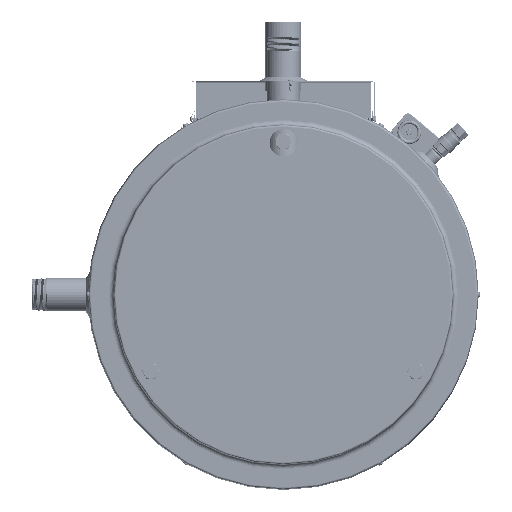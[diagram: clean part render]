
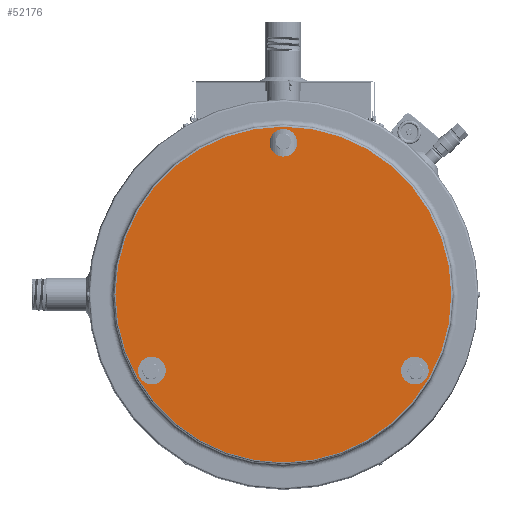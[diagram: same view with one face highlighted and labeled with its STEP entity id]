
A CAD part, front view. The second image highlights one B-rep face of the part: STEP entity #52176.
In plain terms, the highlighted planar face has unit normal (0, -1, 0).
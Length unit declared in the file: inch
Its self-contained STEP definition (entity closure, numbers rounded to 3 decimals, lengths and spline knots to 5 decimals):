
#6126 = AXIS2_PLACEMENT_3D ( 'NONE', #45838, #104024, #17148 ) ;
#12423 = CARTESIAN_POINT ( 'NONE',  ( -9.52628, 1.7051, -5.5 ) ) ;
#17148 = DIRECTION ( 'NONE',  ( 0., 0., 1. ) ) ;
#20255 = EDGE_CURVE ( 'NONE', #45752, #45752, #72567, .T. ) ;
#22110 = DIRECTION ( 'NONE',  ( 0., 0., 1. ) ) ;
#23804 = DIRECTION ( 'NONE',  ( 0., 0., 1. ) ) ;
#25165 = CARTESIAN_POINT ( 'NONE',  ( -9.52628, 1.7051, -4.5 ) ) ;
#39121 = AXIS2_PLACEMENT_3D ( 'NONE', #109716, #127777, #23804 ) ;
#45136 = EDGE_CURVE ( 'NONE', #118747, #118747, #75293, .T. ) ;
#45752 = VERTEX_POINT ( 'NONE', #175532 ) ;
#45838 = CARTESIAN_POINT ( 'NONE',  ( 0., 1.7051, 0. ) ) ;
#50466 = AXIS2_PLACEMENT_3D ( 'NONE', #12423, #69663, #56224 ) ;
#52176 = ADVANCED_FACE ( 'NONE', ( #76308, #132691, #131748, #147940 ), #176553, .T. ) ;
#54776 = ORIENTED_EDGE ( 'NONE', *, *, #92699, .T. ) ;
#56224 = DIRECTION ( 'NONE',  ( 0., 0., 1. ) ) ;
#56532 = CIRCLE ( 'NONE', #50466, 1. ) ;
#61000 = VERTEX_POINT ( 'NONE', #119290 ) ;
#69663 = DIRECTION ( 'NONE',  ( 0., 1., 0. ) ) ;
#72383 = DIRECTION ( 'NONE',  ( 0., 0., 1. ) ) ;
#72567 = CIRCLE ( 'NONE', #39121, 1. ) ;
#75293 = CIRCLE ( 'NONE', #185045, 12.16318 ) ;
#76308 = FACE_BOUND ( 'NONE', #109010, .T. ) ;
#78955 = EDGE_LOOP ( 'NONE', ( #93910 ) ) ;
#81267 = CARTESIAN_POINT ( 'NONE',  ( 0., 1.7051, 11. ) ) ;
#83388 = AXIS2_PLACEMENT_3D ( 'NONE', #81267, #169073, #22110 ) ;
#86747 = CARTESIAN_POINT ( 'NONE',  ( 0., 1.7051, 0. ) ) ;
#92699 = EDGE_CURVE ( 'NONE', #155848, #155848, #56532, .T. ) ;
#93910 = ORIENTED_EDGE ( 'NONE', *, *, #45136, .T. ) ;
#102719 = ORIENTED_EDGE ( 'NONE', *, *, #20255, .T. ) ;
#104024 = DIRECTION ( 'NONE',  ( 0., -1., 0. ) ) ;
#109010 = EDGE_LOOP ( 'NONE', ( #102719 ) ) ;
#109716 = CARTESIAN_POINT ( 'NONE',  ( 9.52628, 1.7051, -5.5 ) ) ;
#118747 = VERTEX_POINT ( 'NONE', #131212 ) ;
#119290 = CARTESIAN_POINT ( 'NONE',  ( 0., 1.7051, 12. ) ) ;
#127777 = DIRECTION ( 'NONE',  ( 0., 1., 0. ) ) ;
#128769 = ORIENTED_EDGE ( 'NONE', *, *, #137554, .T. ) ;
#131212 = CARTESIAN_POINT ( 'NONE',  ( 0., 1.7051, 12.16318 ) ) ;
#131606 = DIRECTION ( 'NONE',  ( 0., -1., 0. ) ) ;
#131748 = FACE_BOUND ( 'NONE', #140183, .T. ) ;
#132691 = FACE_BOUND ( 'NONE', #140259, .T. ) ;
#137554 = EDGE_CURVE ( 'NONE', #61000, #61000, #141386, .T. ) ;
#140183 = EDGE_LOOP ( 'NONE', ( #128769 ) ) ;
#140259 = EDGE_LOOP ( 'NONE', ( #54776 ) ) ;
#141386 = CIRCLE ( 'NONE', #83388, 1. ) ;
#147940 = FACE_OUTER_BOUND ( 'NONE', #78955, .T. ) ;
#155848 = VERTEX_POINT ( 'NONE', #25165 ) ;
#169073 = DIRECTION ( 'NONE',  ( 0., 1., 0. ) ) ;
#175532 = CARTESIAN_POINT ( 'NONE',  ( 9.52628, 1.7051, -4.5 ) ) ;
#176553 = PLANE ( 'NONE',  #6126 ) ;
#185045 = AXIS2_PLACEMENT_3D ( 'NONE', #86747, #131606, #72383 ) ;
